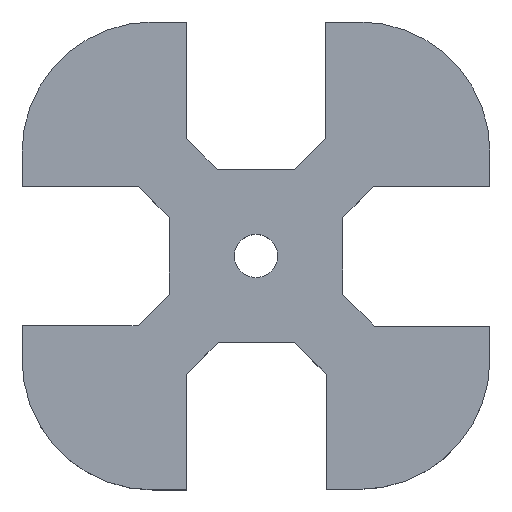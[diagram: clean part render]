
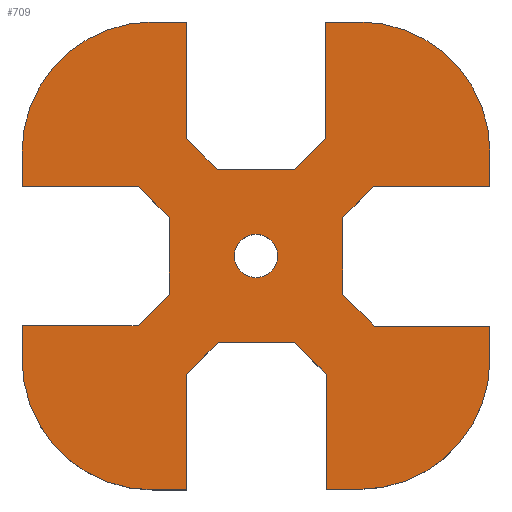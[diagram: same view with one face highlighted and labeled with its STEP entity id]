
A CAD part, top view. The second image highlights one B-rep face of the part: STEP entity #709.
In plain terms, the highlighted planar face has unit normal (0, 0, 1).
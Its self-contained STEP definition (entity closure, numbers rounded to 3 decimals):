
#16=FACE_BOUND('',#118,.T.);
#46=PLANE('',#768);
#81=FACE_OUTER_BOUND('',#117,.T.);
#117=EDGE_LOOP('',(#637,#638,#639,#640,#641,#642,#643,#644,#645,#646,#647,
#648,#649,#650,#651,#652,#653,#654,#655,#656,#657,#658,#659,#660,#661,#662,
#663,#664,#665,#666,#667,#668));
#118=EDGE_LOOP('',(#669));
#124=LINE('',#971,#213);
#155=LINE('',#1041,#244);
#159=LINE('',#1051,#248);
#162=LINE('',#1060,#251);
#165=LINE('',#1066,#254);
#167=LINE('',#1070,#256);
#169=LINE('',#1073,#258);
#170=LINE('',#1076,#259);
#172=LINE('',#1080,#261);
#174=LINE('',#1084,#263);
#176=LINE('',#1088,#265);
#178=LINE('',#1092,#267);
#180=LINE('',#1095,#269);
#181=LINE('',#1098,#270);
#183=LINE('',#1102,#272);
#185=LINE('',#1106,#274);
#187=LINE('',#1110,#276);
#189=LINE('',#1114,#278);
#191=LINE('',#1117,#280);
#192=LINE('',#1120,#281);
#194=LINE('',#1124,#283);
#196=LINE('',#1128,#285);
#198=LINE('',#1132,#287);
#200=LINE('',#1136,#289);
#202=LINE('',#1140,#291);
#204=LINE('',#1143,#293);
#205=LINE('',#1146,#294);
#207=LINE('',#1149,#296);
#213=VECTOR('',#790,10.);
#244=VECTOR('',#835,10.);
#248=VECTOR('',#845,10.);
#251=VECTOR('',#854,10.);
#254=VECTOR('',#859,10.);
#256=VECTOR('',#863,10.);
#258=VECTOR('',#867,10.);
#259=VECTOR('',#870,10.);
#261=VECTOR('',#874,10.);
#263=VECTOR('',#878,10.);
#265=VECTOR('',#882,10.);
#267=VECTOR('',#886,10.);
#269=VECTOR('',#890,10.);
#270=VECTOR('',#893,10.);
#272=VECTOR('',#897,10.);
#274=VECTOR('',#901,10.);
#276=VECTOR('',#905,10.);
#278=VECTOR('',#909,10.);
#280=VECTOR('',#913,10.);
#281=VECTOR('',#916,10.);
#283=VECTOR('',#920,10.);
#285=VECTOR('',#924,10.);
#287=VECTOR('',#928,10.);
#289=VECTOR('',#932,10.);
#291=VECTOR('',#936,10.);
#293=VECTOR('',#940,10.);
#294=VECTOR('',#943,10.);
#296=VECTOR('',#947,10.);
#298=CIRCLE('',#726,1.);
#299=CIRCLE('',#728,6.);
#304=CIRCLE('',#736,6.);
#305=CIRCLE('',#739,6.);
#306=CIRCLE('',#742,6.);
#308=VERTEX_POINT('',#954);
#309=VERTEX_POINT('',#958);
#310=VERTEX_POINT('',#959);
#314=VERTEX_POINT('',#969);
#344=VERTEX_POINT('',#1033);
#345=VERTEX_POINT('',#1034);
#346=VERTEX_POINT('',#1039);
#347=VERTEX_POINT('',#1043);
#348=VERTEX_POINT('',#1044);
#349=VERTEX_POINT('',#1049);
#350=VERTEX_POINT('',#1053);
#351=VERTEX_POINT('',#1054);
#352=VERTEX_POINT('',#1059);
#353=VERTEX_POINT('',#1063);
#354=VERTEX_POINT('',#1065);
#355=VERTEX_POINT('',#1069);
#356=VERTEX_POINT('',#1075);
#357=VERTEX_POINT('',#1079);
#358=VERTEX_POINT('',#1083);
#359=VERTEX_POINT('',#1087);
#360=VERTEX_POINT('',#1091);
#361=VERTEX_POINT('',#1097);
#362=VERTEX_POINT('',#1101);
#363=VERTEX_POINT('',#1105);
#364=VERTEX_POINT('',#1109);
#365=VERTEX_POINT('',#1113);
#366=VERTEX_POINT('',#1119);
#367=VERTEX_POINT('',#1123);
#368=VERTEX_POINT('',#1127);
#369=VERTEX_POINT('',#1131);
#370=VERTEX_POINT('',#1135);
#371=VERTEX_POINT('',#1139);
#372=VERTEX_POINT('',#1145);
#375=EDGE_CURVE('',#308,#308,#298,.T.);
#376=EDGE_CURVE('',#309,#310,#299,.T.);
#382=EDGE_CURVE('',#309,#314,#124,.T.);
#413=EDGE_CURVE('',#344,#345,#304,.T.);
#417=EDGE_CURVE('',#344,#346,#155,.T.);
#418=EDGE_CURVE('',#347,#348,#305,.T.);
#422=EDGE_CURVE('',#347,#349,#159,.T.);
#423=EDGE_CURVE('',#350,#351,#306,.T.);
#426=EDGE_CURVE('',#352,#351,#162,.T.);
#429=EDGE_CURVE('',#354,#353,#165,.T.);
#431=EDGE_CURVE('',#355,#354,#167,.T.);
#433=EDGE_CURVE('',#346,#355,#169,.T.);
#434=EDGE_CURVE('',#356,#345,#170,.T.);
#436=EDGE_CURVE('',#357,#356,#172,.T.);
#438=EDGE_CURVE('',#358,#357,#174,.T.);
#440=EDGE_CURVE('',#359,#358,#176,.T.);
#442=EDGE_CURVE('',#360,#359,#178,.T.);
#444=EDGE_CURVE('',#314,#360,#180,.T.);
#445=EDGE_CURVE('',#361,#310,#181,.T.);
#447=EDGE_CURVE('',#362,#361,#183,.T.);
#449=EDGE_CURVE('',#363,#362,#185,.T.);
#451=EDGE_CURVE('',#364,#363,#187,.T.);
#453=EDGE_CURVE('',#365,#364,#189,.T.);
#455=EDGE_CURVE('',#349,#365,#191,.T.);
#456=EDGE_CURVE('',#366,#348,#192,.T.);
#458=EDGE_CURVE('',#367,#366,#194,.T.);
#460=EDGE_CURVE('',#368,#367,#196,.T.);
#462=EDGE_CURVE('',#369,#368,#198,.T.);
#464=EDGE_CURVE('',#370,#369,#200,.T.);
#466=EDGE_CURVE('',#371,#370,#202,.T.);
#468=EDGE_CURVE('',#350,#371,#204,.T.);
#469=EDGE_CURVE('',#372,#352,#205,.T.);
#471=EDGE_CURVE('',#353,#372,#207,.T.);
#637=ORIENTED_EDGE('',*,*,#376,.F.);
#638=ORIENTED_EDGE('',*,*,#382,.T.);
#639=ORIENTED_EDGE('',*,*,#444,.T.);
#640=ORIENTED_EDGE('',*,*,#442,.T.);
#641=ORIENTED_EDGE('',*,*,#440,.T.);
#642=ORIENTED_EDGE('',*,*,#438,.T.);
#643=ORIENTED_EDGE('',*,*,#436,.T.);
#644=ORIENTED_EDGE('',*,*,#434,.T.);
#645=ORIENTED_EDGE('',*,*,#413,.F.);
#646=ORIENTED_EDGE('',*,*,#417,.T.);
#647=ORIENTED_EDGE('',*,*,#433,.T.);
#648=ORIENTED_EDGE('',*,*,#431,.T.);
#649=ORIENTED_EDGE('',*,*,#429,.T.);
#650=ORIENTED_EDGE('',*,*,#471,.T.);
#651=ORIENTED_EDGE('',*,*,#469,.T.);
#652=ORIENTED_EDGE('',*,*,#426,.T.);
#653=ORIENTED_EDGE('',*,*,#423,.F.);
#654=ORIENTED_EDGE('',*,*,#468,.T.);
#655=ORIENTED_EDGE('',*,*,#466,.T.);
#656=ORIENTED_EDGE('',*,*,#464,.T.);
#657=ORIENTED_EDGE('',*,*,#462,.T.);
#658=ORIENTED_EDGE('',*,*,#460,.T.);
#659=ORIENTED_EDGE('',*,*,#458,.T.);
#660=ORIENTED_EDGE('',*,*,#456,.T.);
#661=ORIENTED_EDGE('',*,*,#418,.F.);
#662=ORIENTED_EDGE('',*,*,#422,.T.);
#663=ORIENTED_EDGE('',*,*,#455,.T.);
#664=ORIENTED_EDGE('',*,*,#453,.T.);
#665=ORIENTED_EDGE('',*,*,#451,.T.);
#666=ORIENTED_EDGE('',*,*,#449,.T.);
#667=ORIENTED_EDGE('',*,*,#447,.T.);
#668=ORIENTED_EDGE('',*,*,#445,.T.);
#669=ORIENTED_EDGE('',*,*,#375,.T.);
#709=ADVANCED_FACE('',(#81,#16),#46,.T.);
#726=AXIS2_PLACEMENT_3D('',#956,#776,#777);
#728=AXIS2_PLACEMENT_3D('',#960,#780,#781);
#736=AXIS2_PLACEMENT_3D('',#1035,#828,#829);
#739=AXIS2_PLACEMENT_3D('',#1045,#838,#839);
#742=AXIS2_PLACEMENT_3D('',#1055,#848,#849);
#768=AXIS2_PLACEMENT_3D('',#1150,#948,#949);
#776=DIRECTION('center_axis',(0.,0.,-1.));
#777=DIRECTION('ref_axis',(-1.,0.,0.));
#780=DIRECTION('center_axis',(0.,0.,-1.));
#781=DIRECTION('ref_axis',(-0.707,-0.707,0.));
#790=DIRECTION('',(1.,0.,0.));
#828=DIRECTION('center_axis',(0.,0.,-1.));
#829=DIRECTION('ref_axis',(0.707,-0.707,0.));
#835=DIRECTION('',(0.,1.,0.));
#838=DIRECTION('center_axis',(0.,0.,-1.));
#839=DIRECTION('ref_axis',(-0.707,0.707,0.));
#845=DIRECTION('',(0.,-1.,0.));
#848=DIRECTION('center_axis',(0.,0.,-1.));
#849=DIRECTION('ref_axis',(0.707,0.707,0.));
#854=DIRECTION('',(0.,1.,0.));
#859=DIRECTION('',(0.,1.,0.));
#863=DIRECTION('',(-0.705,0.709,0.));
#867=DIRECTION('',(-1.,0.,0.));
#870=DIRECTION('',(1.,0.,0.));
#874=DIRECTION('',(0.,-1.,0.));
#878=DIRECTION('',(0.707,-0.707,0.));
#882=DIRECTION('',(1.,0.,0.));
#886=DIRECTION('',(0.707,0.707,0.));
#890=DIRECTION('',(0.,1.,0.));
#893=DIRECTION('',(0.,-1.,0.));
#897=DIRECTION('',(-1.,0.,0.));
#901=DIRECTION('',(-0.707,-0.707,0.));
#905=DIRECTION('',(0.,-1.,0.));
#909=DIRECTION('',(0.708,-0.707,0.));
#913=DIRECTION('',(1.,0.,0.));
#916=DIRECTION('',(-1.,0.,0.));
#920=DIRECTION('',(0.,1.,0.));
#924=DIRECTION('',(-0.707,0.707,0.));
#928=DIRECTION('',(-1.,0.,0.));
#932=DIRECTION('',(-0.707,-0.707,0.));
#936=DIRECTION('',(0.,-1.,0.));
#940=DIRECTION('',(-1.,0.,0.));
#943=DIRECTION('',(1.,0.,0.));
#947=DIRECTION('',(0.707,0.707,0.));
#948=DIRECTION('center_axis',(0.,0.,1.));
#949=DIRECTION('ref_axis',(1.,0.,0.));
#954=CARTESIAN_POINT('',(1.001,0.,3.));
#956=CARTESIAN_POINT('Origin',(0.001,0.,
3.));
#958=CARTESIAN_POINT('',(-4.792,-10.792,3.));
#959=CARTESIAN_POINT('',(-10.792,-4.792,3.));
#960=CARTESIAN_POINT('Origin',(-4.792,-4.792,3.));
#969=CARTESIAN_POINT('',(-3.208,-10.792,3.));
#971=CARTESIAN_POINT('',(-10.792,-10.792,3.));
#1033=CARTESIAN_POINT('',(10.794,-4.766,3.));
#1034=CARTESIAN_POINT('',(4.794,-10.766,3.));
#1035=CARTESIAN_POINT('Origin',(4.794,-4.766,3.));
#1039=CARTESIAN_POINT('',(10.794,-3.234,3.));
#1041=CARTESIAN_POINT('',(10.794,-3.234,3.));
#1043=CARTESIAN_POINT('',(-10.794,4.794,3.));
#1044=CARTESIAN_POINT('',(-4.794,10.794,3.));
#1045=CARTESIAN_POINT('Origin',(-4.794,4.794,3.));
#1049=CARTESIAN_POINT('',(-10.794,3.206,3.));
#1051=CARTESIAN_POINT('',(-10.794,3.206,3.));
#1053=CARTESIAN_POINT('',(4.794,10.794,3.));
#1054=CARTESIAN_POINT('',(10.794,4.794,3.));
#1055=CARTESIAN_POINT('Origin',(4.794,4.794,3.));
#1059=CARTESIAN_POINT('',(10.794,3.206,3.));
#1060=CARTESIAN_POINT('',(10.794,3.206,3.));
#1063=CARTESIAN_POINT('',(4.,1.781,3.));
#1065=CARTESIAN_POINT('',(4.,-1.768,3.));
#1066=CARTESIAN_POINT('',(4.,4.,3.));
#1069=CARTESIAN_POINT('',(5.457,-3.234,3.));
#1070=CARTESIAN_POINT('',(4.,-1.768,3.));
#1073=CARTESIAN_POINT('',(3.234,-3.234,3.));
#1075=CARTESIAN_POINT('',(3.234,-10.766,3.));
#1076=CARTESIAN_POINT('',(10.794,-10.766,3.));
#1079=CARTESIAN_POINT('',(3.234,-5.448,3.));
#1080=CARTESIAN_POINT('',(3.234,-10.766,3.));
#1083=CARTESIAN_POINT('',(1.786,-4.,3.));
#1084=CARTESIAN_POINT('',(1.786,-4.,3.));
#1087=CARTESIAN_POINT('',(-1.744,-4.,3.));
#1088=CARTESIAN_POINT('',(4.,-4.,3.));
#1091=CARTESIAN_POINT('',(-3.208,-5.464,3.));
#1092=CARTESIAN_POINT('',(-1.744,-4.,3.));
#1095=CARTESIAN_POINT('',(-3.208,-10.792,3.));
#1097=CARTESIAN_POINT('',(-10.792,-3.208,3.));
#1098=CARTESIAN_POINT('',(-10.792,-3.208,3.));
#1101=CARTESIAN_POINT('',(-5.442,-3.208,3.));
#1102=CARTESIAN_POINT('',(-3.208,-3.208,3.));
#1105=CARTESIAN_POINT('',(-4.,-1.766,3.));
#1106=CARTESIAN_POINT('',(-4.,-1.766,3.));
#1109=CARTESIAN_POINT('',(-4.,1.781,3.));
#1110=CARTESIAN_POINT('',(-4.,-4.,3.));
#1113=CARTESIAN_POINT('',(-5.427,3.206,3.));
#1114=CARTESIAN_POINT('',(-5.427,3.206,3.));
#1117=CARTESIAN_POINT('',(-3.206,3.206,3.));
#1119=CARTESIAN_POINT('',(-3.206,10.794,3.));
#1120=CARTESIAN_POINT('',(-10.794,10.794,3.));
#1123=CARTESIAN_POINT('',(-3.206,5.417,3.));
#1124=CARTESIAN_POINT('',(-3.206,10.794,3.));
#1127=CARTESIAN_POINT('',(-1.789,4.,3.));
#1128=CARTESIAN_POINT('',(-3.206,5.417,3.));
#1131=CARTESIAN_POINT('',(1.771,4.,3.));
#1132=CARTESIAN_POINT('',(-4.,4.,3.));
#1135=CARTESIAN_POINT('',(3.206,5.435,3.));
#1136=CARTESIAN_POINT('',(1.771,4.,3.));
#1139=CARTESIAN_POINT('',(3.206,10.794,3.));
#1140=CARTESIAN_POINT('',(3.206,10.794,3.));
#1143=CARTESIAN_POINT('',(10.794,10.794,3.));
#1145=CARTESIAN_POINT('',(5.425,3.206,3.));
#1146=CARTESIAN_POINT('',(3.206,3.206,3.));
#1149=CARTESIAN_POINT('',(4.,1.781,3.));
#1150=CARTESIAN_POINT('Origin',(0.,0.001,
3.));
